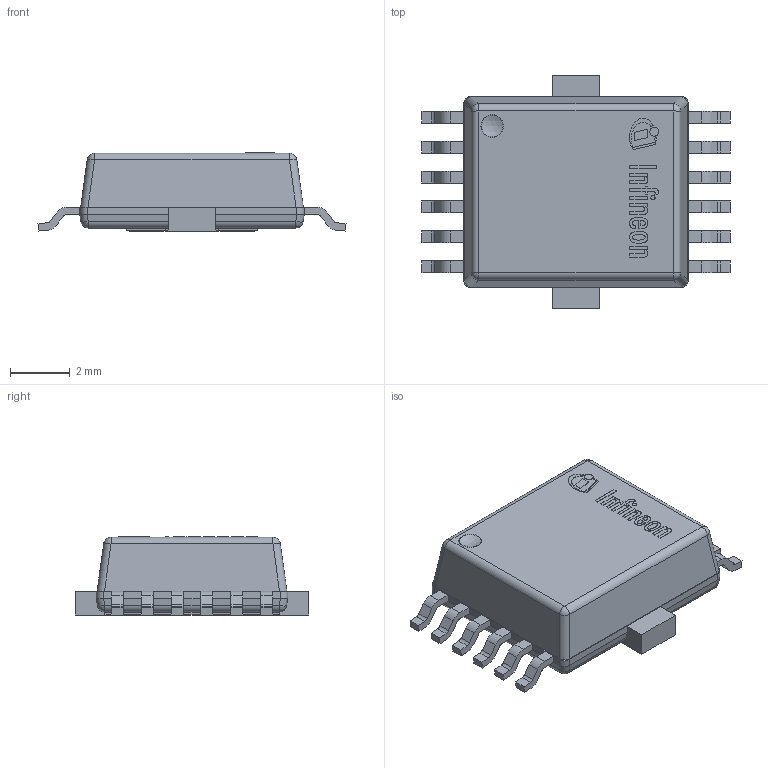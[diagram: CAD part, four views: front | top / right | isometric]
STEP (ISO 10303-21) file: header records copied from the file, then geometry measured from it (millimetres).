
FILE_DESCRIPTION(/* description */ (''),/* implementation_level */ '2;1');
FILE_NAME(/* name */ 'PG-DSO-12-9_Z8B00011819_V06_3D.stp',/* time_stamp */ '2019-02-20T16:24:55+06:00',/* author */ ('janartha'),/* organization */ (''),/* preprocessor_version */ 'ST-DEVELOPER v16.13',/* originating_system */ 'AutoCAD Mechanical',/* authorisation */ '');
FILE_SCHEMA (('AUTOMOTIVE_DESIGN { 1 0 10303 214 3 1 1 }'));
Length unit declared in the file: millimetre
Products named in the file (1): Product
Bounding box: 10.3 x 7.8 x 2.61 mm (x, y, z)
Volume: 134.3 mm3; surface area: 449 mm2
Topology: 31 solids, 31 shells, 462 faces, 1179 edges, 778 vertices
Faces by surface type: plane 268, cylinder 184, sphere 10
Full cylindrical faces by diameter (mm): 0.142 x1, 0.293 x1
Entity records: 14004 total; most frequent: DIRECTION 2471, CARTESIAN_POINT 2415, ORIENTED_EDGE 2348, EDGE_CURVE 1174, AXIS2_PLACEMENT_3D 834, LINE 803, VECTOR 803, VERTEX_POINT 778
